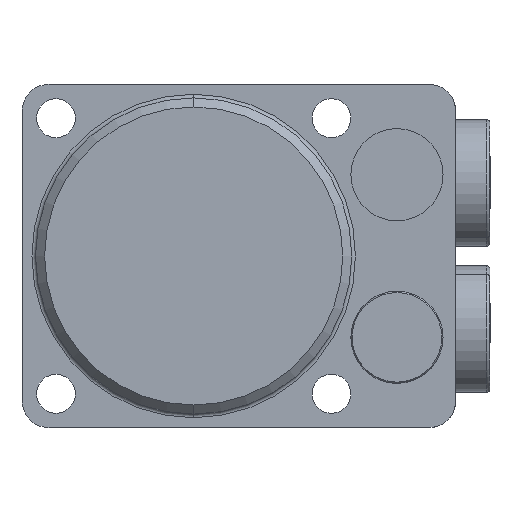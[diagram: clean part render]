
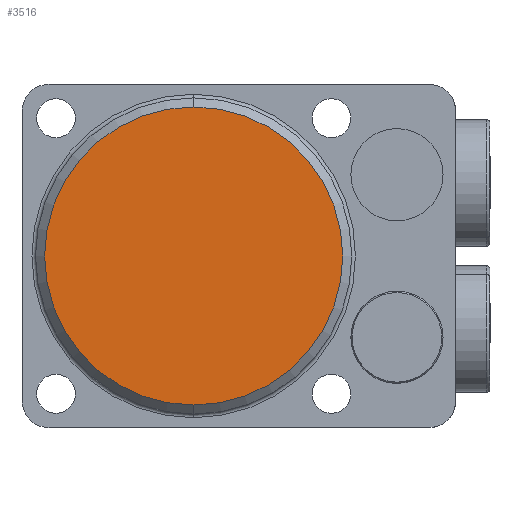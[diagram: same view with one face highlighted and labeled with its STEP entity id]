
A CAD part, front view. The second image highlights one B-rep face of the part: STEP entity #3516.
In plain terms, the highlighted planar face has unit normal (0, -1, 0).
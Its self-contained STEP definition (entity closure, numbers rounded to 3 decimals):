
#151 = ORIENTED_EDGE ( 'NONE', *, *, #4289, .T. ) ;
#152 = ORIENTED_EDGE ( 'NONE', *, *, #4210, .T. ) ;
#754 = CIRCLE ( 'NONE', #3753, 16.5 ) ;
#1215 = FACE_OUTER_BOUND ( 'NONE', #2704, .T. ) ;
#2293 = DIRECTION ( 'NONE',  ( 0., 0., 1. ) ) ;
#2294 = DIRECTION ( 'NONE',  ( 0., -1., 0. ) ) ;
#2295 = CARTESIAN_POINT ( 'NONE',  ( 0., 0., 0. ) ) ;
#2619 = DIRECTION ( 'NONE',  ( 0., 0., 1. ) ) ;
#2620 = DIRECTION ( 'NONE',  ( 0., -1., 0. ) ) ;
#2621 = CARTESIAN_POINT ( 'NONE',  ( 0., 0., 0. ) ) ;
#2704 = EDGE_LOOP ( 'NONE', ( #151, #152 ) ) ;
#2855 = VERTEX_POINT ( 'NONE', #3078 ) ;
#2872 = VERTEX_POINT ( 'NONE', #3001 ) ;
#3001 = CARTESIAN_POINT ( 'NONE',  ( 0., 0., -16.5 ) ) ;
#3044 = DIRECTION ( 'NONE',  ( 0., 0., 1. ) ) ;
#3046 = DIRECTION ( 'NONE',  ( 0., 1., 0. ) ) ;
#3049 = PLANE ( 'NONE',  #3962 ) ;
#3055 = CARTESIAN_POINT ( 'NONE',  ( -19., 0., 19. ) ) ;
#3078 = CARTESIAN_POINT ( 'NONE',  ( 0., 0., 16.5 ) ) ;
#3516 = ADVANCED_FACE ( 'NONE', ( #1215 ), #3049, .F. ) ;
#3709 = AXIS2_PLACEMENT_3D ( 'NONE', #2295, #2294, #2293 ) ;
#3753 = AXIS2_PLACEMENT_3D ( 'NONE', #2621, #2620, #2619 ) ;
#3962 = AXIS2_PLACEMENT_3D ( 'NONE', #3055, #3046, #3044 ) ;
#4210 = EDGE_CURVE ( 'NONE', #2872, #2855, #754, .T. ) ;
#4289 = EDGE_CURVE ( 'NONE', #2855, #2872, #4497, .T. ) ;
#4497 = CIRCLE ( 'NONE', #3709, 16.5 ) ;
